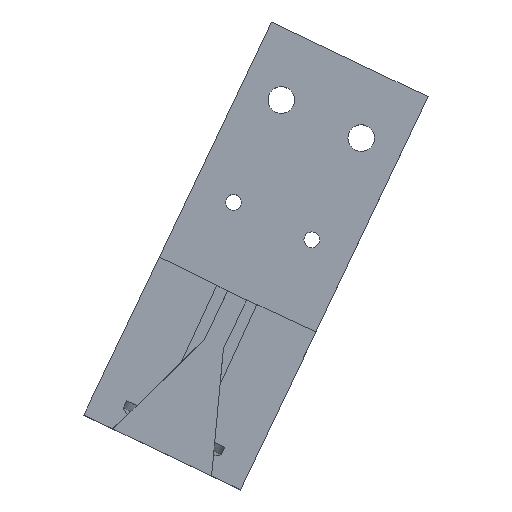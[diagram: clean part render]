
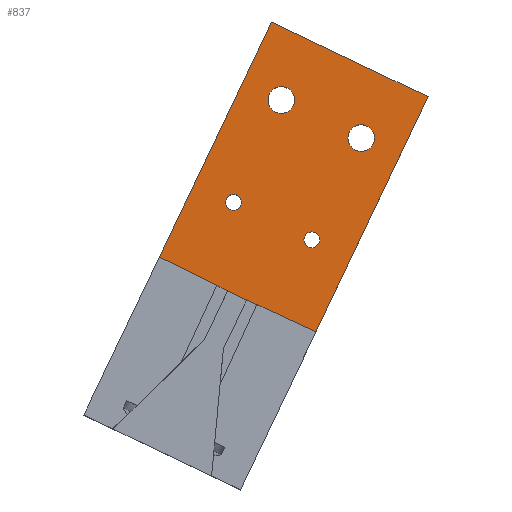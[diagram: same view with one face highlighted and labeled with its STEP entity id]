
A CAD part, top view. The second image highlights one B-rep face of the part: STEP entity #837.
In plain terms, the highlighted planar face has unit normal (0, 0, 1).
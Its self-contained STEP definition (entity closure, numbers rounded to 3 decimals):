
#31=FACE_BOUND('',#117,.T.);
#32=FACE_BOUND('',#118,.T.);
#33=FACE_BOUND('',#119,.T.);
#34=FACE_BOUND('',#120,.T.);
#42=CIRCLE('',#904,2.45);
#43=CIRCLE('',#905,2.45);
#44=CIRCLE('',#906,1.45);
#45=CIRCLE('',#907,1.45);
#70=FACE_OUTER_BOUND('',#116,.T.);
#116=EDGE_LOOP('',(#568,#569,#570,#571,#572,#573,#574,#575));
#117=EDGE_LOOP('',(#576));
#118=EDGE_LOOP('',(#577));
#119=EDGE_LOOP('',(#578));
#120=EDGE_LOOP('',(#579));
#172=LINE('',#1224,#265);
#175=LINE('',#1230,#268);
#180=LINE('',#1240,#273);
#181=LINE('',#1242,#274);
#182=LINE('',#1244,#275);
#183=LINE('',#1246,#276);
#184=LINE('',#1248,#277);
#185=LINE('',#1249,#278);
#265=VECTOR('',#980,10.);
#268=VECTOR('',#985,10.);
#273=VECTOR('',#992,10.);
#274=VECTOR('',#993,10.);
#275=VECTOR('',#994,10.);
#276=VECTOR('',#995,10.);
#277=VECTOR('',#996,10.);
#278=VECTOR('',#997,10.);
#357=VERTEX_POINT('',#1220);
#359=VERTEX_POINT('',#1223);
#361=VERTEX_POINT('',#1229);
#365=VERTEX_POINT('',#1239);
#366=VERTEX_POINT('',#1241);
#367=VERTEX_POINT('',#1243);
#368=VERTEX_POINT('',#1245);
#369=VERTEX_POINT('',#1247);
#370=VERTEX_POINT('',#1250);
#371=VERTEX_POINT('',#1252);
#372=VERTEX_POINT('',#1254);
#373=VERTEX_POINT('',#1256);
#438=EDGE_CURVE('',#359,#357,#172,.T.);
#441=EDGE_CURVE('',#359,#361,#175,.T.);
#446=EDGE_CURVE('',#365,#357,#180,.T.);
#447=EDGE_CURVE('',#366,#365,#181,.T.);
#448=EDGE_CURVE('',#367,#366,#182,.T.);
#449=EDGE_CURVE('',#367,#368,#183,.T.);
#450=EDGE_CURVE('',#369,#368,#184,.T.);
#451=EDGE_CURVE('',#369,#361,#185,.T.);
#452=EDGE_CURVE('',#370,#370,#42,.T.);
#453=EDGE_CURVE('',#371,#371,#43,.T.);
#454=EDGE_CURVE('',#372,#372,#44,.T.);
#455=EDGE_CURVE('',#373,#373,#45,.T.);
#568=ORIENTED_EDGE('',*,*,#438,.T.);
#569=ORIENTED_EDGE('',*,*,#446,.F.);
#570=ORIENTED_EDGE('',*,*,#447,.F.);
#571=ORIENTED_EDGE('',*,*,#448,.F.);
#572=ORIENTED_EDGE('',*,*,#449,.T.);
#573=ORIENTED_EDGE('',*,*,#450,.F.);
#574=ORIENTED_EDGE('',*,*,#451,.T.);
#575=ORIENTED_EDGE('',*,*,#441,.F.);
#576=ORIENTED_EDGE('',*,*,#452,.T.);
#577=ORIENTED_EDGE('',*,*,#453,.T.);
#578=ORIENTED_EDGE('',*,*,#454,.T.);
#579=ORIENTED_EDGE('',*,*,#455,.T.);
#802=PLANE('',#903);
#837=ADVANCED_FACE('',(#70,#31,#32,#33,#34),#802,.T.);
#903=AXIS2_PLACEMENT_3D('',#1238,#990,#991);
#904=AXIS2_PLACEMENT_3D('',#1251,#998,#999);
#905=AXIS2_PLACEMENT_3D('',#1253,#1000,#1001);
#906=AXIS2_PLACEMENT_3D('',#1255,#1002,#1003);
#907=AXIS2_PLACEMENT_3D('',#1257,#1004,#1005);
#980=DIRECTION('',(-0.903,0.431,0.));
#985=DIRECTION('',(-0.431,-0.903,0.));
#990=DIRECTION('center_axis',(0.,0.,1.));
#991=DIRECTION('ref_axis',(1.,0.,0.));
#992=DIRECTION('',(0.431,0.903,0.));
#993=DIRECTION('',(-0.903,0.431,0.));
#994=DIRECTION('',(-0.897,0.443,0.));
#995=DIRECTION('',(0.903,-0.431,0.));
#996=DIRECTION('',(-0.908,0.418,0.));
#997=DIRECTION('',(0.903,-0.431,0.));
#998=DIRECTION('center_axis',(0.,0.,-1.));
#999=DIRECTION('ref_axis',(1.,0.,0.));
#1000=DIRECTION('center_axis',(0.,0.,-1.));
#1001=DIRECTION('ref_axis',(1.,0.,0.));
#1002=DIRECTION('center_axis',(0.,0.,-1.));
#1003=DIRECTION('ref_axis',(-1.,0.,0.));
#1004=DIRECTION('center_axis',(0.,0.,-1.));
#1005=DIRECTION('ref_axis',(-1.,0.,0.));
#1220=CARTESIAN_POINT('',(-0.169,36.566,5.971));
#1223=CARTESIAN_POINT('',(28.713,22.79,5.971));
#1224=CARTESIAN_POINT('',(21.493,26.234,5.971));
#1229=CARTESIAN_POINT('',(8.049,-20.534,5.971));
#1230=CARTESIAN_POINT('',(33.344,32.497,5.971));
#1238=CARTESIAN_POINT('Origin',(-16.7,-35.255,5.971));
#1239=CARTESIAN_POINT('',(-20.834,-6.758,5.971));
#1240=CARTESIAN_POINT('',(-20.834,-6.758,5.971));
#1241=CARTESIAN_POINT('',(-19.886,-7.21,5.971));
#1242=CARTESIAN_POINT('',(-19.886,-7.21,5.971));
#1243=CARTESIAN_POINT('',(-8.23,-12.969,5.971));
#1244=CARTESIAN_POINT('',(-7.208,-13.473,5.971));
#1245=CARTESIAN_POINT('',(-4.71,-14.648,5.971));
#1246=CARTESIAN_POINT('',(-5.59,-14.228,5.971));
#1247=CARTESIAN_POINT('',(7.101,-20.082,5.971));
#1248=CARTESIAN_POINT('',(-5.745,-14.171,5.971));
#1249=CARTESIAN_POINT('',(7.101,-20.082,5.971));
#1250=CARTESIAN_POINT('',(13.937,15.181,5.971));
#1251=CARTESIAN_POINT('Origin',(16.387,15.181,5.971));
#1252=CARTESIAN_POINT('',(-0.775,22.198,5.971));
#1253=CARTESIAN_POINT('Origin',(1.675,22.198,5.971));
#1254=CARTESIAN_POINT('',(8.736,-3.551,5.971));
#1255=CARTESIAN_POINT('Origin',(7.286,-3.551,5.971));
#1256=CARTESIAN_POINT('',(-5.706,3.337,5.971));
#1257=CARTESIAN_POINT('Origin',(-7.156,3.337,5.971));
